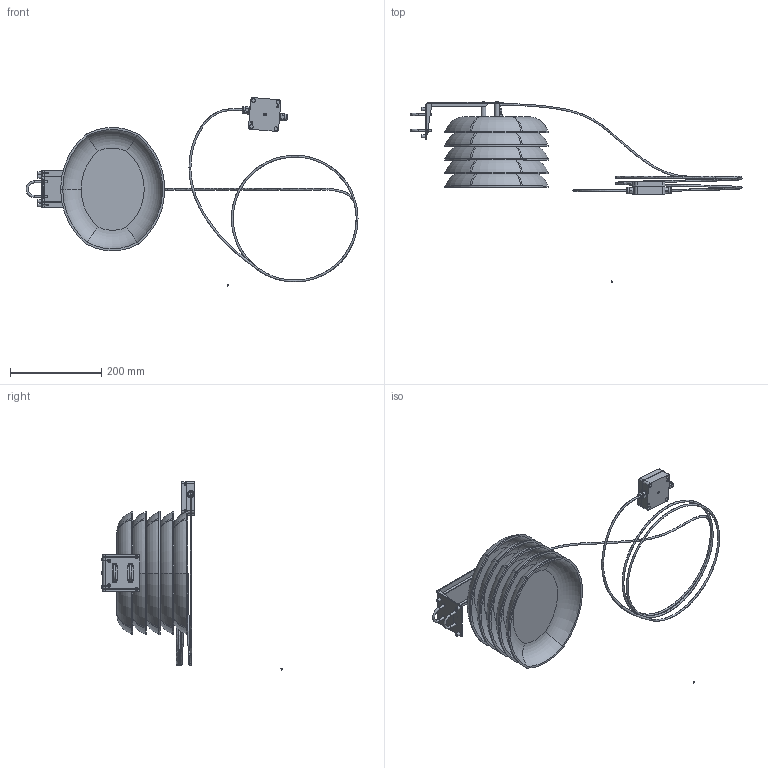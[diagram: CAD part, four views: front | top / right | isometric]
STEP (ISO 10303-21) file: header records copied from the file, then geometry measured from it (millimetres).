
FILE_DESCRIPTION (( 'STEP AP203' ), '1' );
FILE_NAME ('DTH with Junction Box.STEP', '2024-04-02T01:12:34', ( '' ), ( '' ), 'SwSTEP 2.0', 'SolidWorks 2019', '' );
FILE_SCHEMA (( 'CONFIG_CONTROL_DESIGN' ));
Length unit declared in the file: millimetre
Products named in the file (1): DTH with Junction Box
Bounding box: 728.09 x 395.74 x 414.02 mm (x, y, z)
Volume: 1141855.7 mm3; surface area: 730018.3 mm2
Topology: 23 solids, 23 shells, 827 faces, 2056 edges, 1321 vertices
Faces by surface type: plane 477, cylinder 201, bspline 79, torus 70
Full cylindrical faces by diameter (mm): 3 x4, 4.2 x2, 5 x4, 5.2 x2, 5.6 x2, 6 x11, 7 x4, 7.407 x4, 8.127 x8, 10 x3, 12 x1, 14.405 x4, 15 x1, 23.95 x1, 26.611 x1, 28.27 x1, 31.411 x1
Entity records: 32514 total; most frequent: CARTESIAN_POINT 13990, ORIENTED_EDGE 3892, DIRECTION 3500, EDGE_CURVE 1946, VERTEX_POINT 1293, AXIS2_PLACEMENT_3D 1233, LINE 1034, VECTOR 1034
